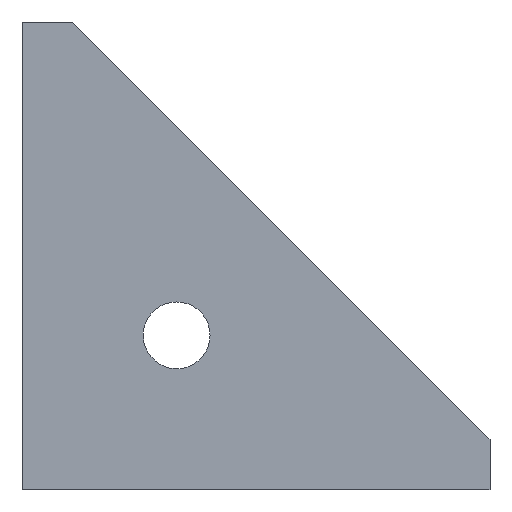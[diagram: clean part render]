
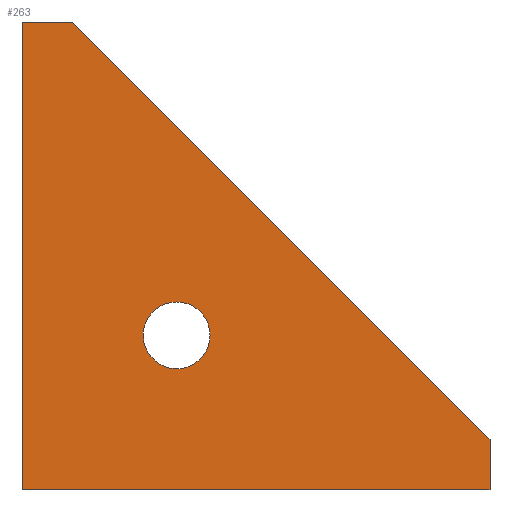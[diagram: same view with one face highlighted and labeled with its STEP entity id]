
A CAD part, front view. The second image highlights one B-rep face of the part: STEP entity #263.
In plain terms, the highlighted planar face has unit normal (0, -1, 0).
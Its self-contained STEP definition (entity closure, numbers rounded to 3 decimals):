
#18=FACE_BOUND('',#64,.T.);
#30=PLANE('',#298);
#45=FACE_OUTER_BOUND('',#63,.T.);
#63=EDGE_LOOP('',(#230,#231,#232,#233,#234));
#64=EDGE_LOOP('',(#235));
#81=LINE('',#413,#108);
#84=LINE('',#418,#111);
#92=LINE('',#433,#119);
#93=LINE('',#436,#120);
#94=LINE('',#437,#121);
#108=VECTOR('',#343,10.);
#111=VECTOR('',#348,10.);
#119=VECTOR('',#362,10.);
#120=VECTOR('',#365,10.);
#121=VECTOR('',#366,10.);
#127=CIRCLE('',#287,2.);
#133=VERTEX_POINT('',#386);
#141=VERTEX_POINT('',#411);
#142=VERTEX_POINT('',#412);
#143=VERTEX_POINT('',#417);
#147=VERTEX_POINT('',#431);
#148=VERTEX_POINT('',#435);
#155=EDGE_CURVE('',#133,#133,#127,.T.);
#167=EDGE_CURVE('',#141,#142,#81,.T.);
#170=EDGE_CURVE('',#143,#141,#84,.T.);
#178=EDGE_CURVE('',#147,#143,#92,.T.);
#179=EDGE_CURVE('',#148,#147,#93,.T.);
#180=EDGE_CURVE('',#148,#142,#94,.T.);
#230=ORIENTED_EDGE('',*,*,#179,.T.);
#231=ORIENTED_EDGE('',*,*,#178,.T.);
#232=ORIENTED_EDGE('',*,*,#170,.T.);
#233=ORIENTED_EDGE('',*,*,#167,.T.);
#234=ORIENTED_EDGE('',*,*,#180,.F.);
#235=ORIENTED_EDGE('',*,*,#155,.T.);
#263=ADVANCED_FACE('',(#45,#18),#30,.T.);
#287=AXIS2_PLACEMENT_3D('',#387,#319,#320);
#298=AXIS2_PLACEMENT_3D('',#434,#363,#364);
#319=DIRECTION('center_axis',(0.,1.,0.));
#320=DIRECTION('ref_axis',(1.,0.,0.));
#343=DIRECTION('',(-1.,0.,0.));
#348=DIRECTION('',(-0.707,0.,0.707));
#362=DIRECTION('',(0.,0.,1.));
#363=DIRECTION('center_axis',(0.,-1.,0.));
#364=DIRECTION('ref_axis',(1.,0.,0.));
#365=DIRECTION('',(1.,0.,0.));
#366=DIRECTION('',(0.,0.,1.));
#386=CARTESIAN_POINT('',(11.25,-356.,-56.75));
#387=CARTESIAN_POINT('Origin',(13.25,-356.,-56.75));
#411=CARTESIAN_POINT('',(7.,-356.,-38.));
#412=CARTESIAN_POINT('',(4.,-356.,-38.));
#413=CARTESIAN_POINT('',(7.,-356.,-38.));
#417=CARTESIAN_POINT('',(32.,-356.,-63.));
#418=CARTESIAN_POINT('',(32.,-356.,-63.));
#431=CARTESIAN_POINT('',(32.,-356.,-66.));
#433=CARTESIAN_POINT('',(32.,-356.,-66.));
#434=CARTESIAN_POINT('Origin',(4.,-356.,-66.));
#435=CARTESIAN_POINT('',(4.,-356.,-66.));
#436=CARTESIAN_POINT('',(4.,-356.,-66.));
#437=CARTESIAN_POINT('',(4.,-356.,-66.));
